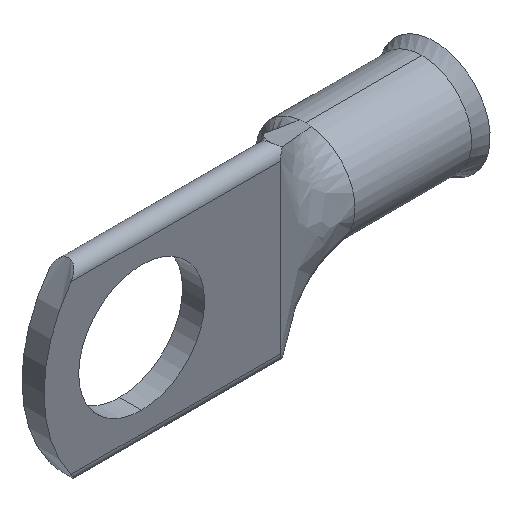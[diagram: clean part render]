
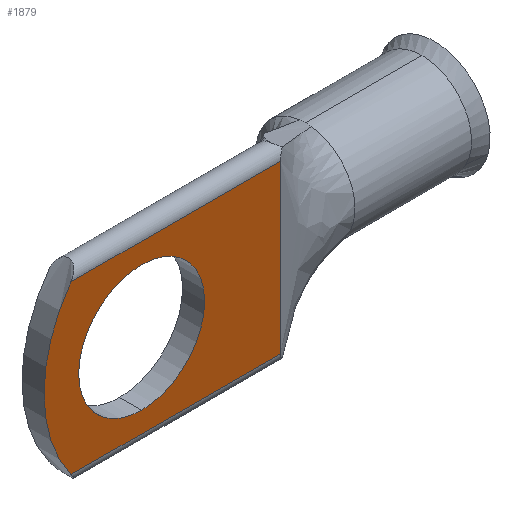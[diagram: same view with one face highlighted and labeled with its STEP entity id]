
A CAD part, isometric view. The second image highlights one B-rep face of the part: STEP entity #1879.
In plain terms, the highlighted planar face has unit normal (0, -1, 0).
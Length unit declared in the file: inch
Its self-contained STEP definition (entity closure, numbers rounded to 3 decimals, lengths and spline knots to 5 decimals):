
#128 = EDGE_LOOP ( 'NONE', ( #331, #3500 ) ) ;
#161 = VECTOR ( 'NONE', #1019, 39.37008 ) ;
#167 = CARTESIAN_POINT ( 'NONE',  ( -0.28958, -0.035, 0.265 ) ) ;
#185 = EDGE_CURVE ( 'NONE', #526, #743, #1581, .T. ) ;
#281 = CARTESIAN_POINT ( 'NONE',  ( 0.07878, -0.035, -0.265 ) ) ;
#315 = FACE_OUTER_BOUND ( 'NONE', #2584, .T. ) ;
#331 = ORIENTED_EDGE ( 'NONE', *, *, #2398, .F. ) ;
#348 = AXIS2_PLACEMENT_3D ( 'NONE', #2903, #4205, #4224 ) ;
#492 = ORIENTED_EDGE ( 'NONE', *, *, #1900, .T. ) ;
#526 = VERTEX_POINT ( 'NONE', #3910 ) ;
#540 = DIRECTION ( 'NONE',  ( 0., -1., 0. ) ) ;
#657 = CARTESIAN_POINT ( 'NONE',  ( -0.28958, -0.035, -0.265 ) ) ;
#725 = ORIENTED_EDGE ( 'NONE', *, *, #2258, .T. ) ;
#743 = VERTEX_POINT ( 'NONE', #4063 ) ;
#860 = CARTESIAN_POINT ( 'NONE',  ( 0.07878, -0.035, 0. ) ) ;
#903 = AXIS2_PLACEMENT_3D ( 'NONE', #2636, #3593, #1345 ) ;
#1019 = DIRECTION ( 'NONE',  ( 0., 0., 1. ) ) ;
#1055 = DIRECTION ( 'NONE',  ( -1., 0., 0. ) ) ;
#1303 = ORIENTED_EDGE ( 'NONE', *, *, #1700, .T. ) ;
#1311 = EDGE_CURVE ( 'NONE', #1916, #3760, #3214, .T. ) ;
#1345 = DIRECTION ( 'NONE',  ( 0., 0., -1. ) ) ;
#1581 = CIRCLE ( 'NONE', #1991, 0.2 ) ;
#1593 = DIRECTION ( 'NONE',  ( 1., 0., 0. ) ) ;
#1616 = CARTESIAN_POINT ( 'NONE',  ( 0.375, -0.035, 0.265 ) ) ;
#1623 = DIRECTION ( 'NONE',  ( 0., 0., -1. ) ) ;
#1627 = PLANE ( 'NONE',  #903 ) ;
#1700 = EDGE_CURVE ( 'NONE', #3335, #1916, #3691, .T. ) ;
#1879 = ADVANCED_FACE ( 'NONE', ( #2314, #315 ), #1627, .T. ) ;
#1900 = EDGE_CURVE ( 'NONE', #3760, #2677, #2968, .T. ) ;
#1916 = VERTEX_POINT ( 'NONE', #657 ) ;
#1991 = AXIS2_PLACEMENT_3D ( 'NONE', #4212, #3244, #1623 ) ;
#2057 = VECTOR ( 'NONE', #1593, 39.37008 ) ;
#2213 = VECTOR ( 'NONE', #1055, 39.37008 ) ;
#2258 = EDGE_CURVE ( 'NONE', #2677, #3335, #3623, .T. ) ;
#2314 = FACE_BOUND ( 'NONE', #128, .T. ) ;
#2398 = EDGE_CURVE ( 'NONE', #743, #526, #3438, .T. ) ;
#2584 = EDGE_LOOP ( 'NONE', ( #1303, #2657, #492, #725 ) ) ;
#2636 = CARTESIAN_POINT ( 'NONE',  ( 0.07878, -0.035, 0. ) ) ;
#2657 = ORIENTED_EDGE ( 'NONE', *, *, #1311, .T. ) ;
#2677 = VERTEX_POINT ( 'NONE', #1616 ) ;
#2812 = AXIS2_PLACEMENT_3D ( 'NONE', #860, #540, #3151 ) ;
#2845 = CARTESIAN_POINT ( 'NONE',  ( 0.375, -0.035, -0.265 ) ) ;
#2903 = CARTESIAN_POINT ( 'NONE',  ( -0.065, -0.035, 0. ) ) ;
#2931 = CARTESIAN_POINT ( 'NONE',  ( 0.375, -0.035, 0. ) ) ;
#2968 = LINE ( 'NONE', #2931, #161 ) ;
#3151 = DIRECTION ( 'NONE',  ( 0., 0., -1. ) ) ;
#3214 = LINE ( 'NONE', #281, #2057 ) ;
#3244 = DIRECTION ( 'NONE',  ( 0., -1., 0. ) ) ;
#3321 = CARTESIAN_POINT ( 'NONE',  ( -0.28958, -0.035, 0.265 ) ) ;
#3335 = VERTEX_POINT ( 'NONE', #167 ) ;
#3438 = CIRCLE ( 'NONE', #348, 0.2 ) ;
#3500 = ORIENTED_EDGE ( 'NONE', *, *, #185, .F. ) ;
#3593 = DIRECTION ( 'NONE',  ( 0., -1., 0. ) ) ;
#3623 = LINE ( 'NONE', #3321, #2213 ) ;
#3691 = CIRCLE ( 'NONE', #2812, 0.45378 ) ;
#3760 = VERTEX_POINT ( 'NONE', #2845 ) ;
#3910 = CARTESIAN_POINT ( 'NONE',  ( -0.065, -0.035, -0.2 ) ) ;
#4063 = CARTESIAN_POINT ( 'NONE',  ( -0.065, -0.035, 0.2 ) ) ;
#4205 = DIRECTION ( 'NONE',  ( 0., -1., 0. ) ) ;
#4212 = CARTESIAN_POINT ( 'NONE',  ( -0.065, -0.035, 0. ) ) ;
#4224 = DIRECTION ( 'NONE',  ( 0., 0., -1. ) ) ;
